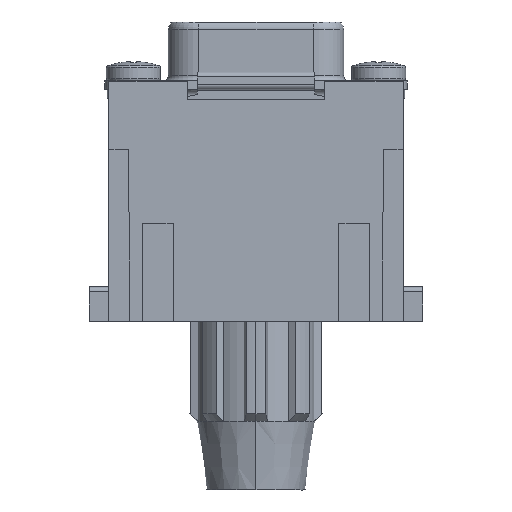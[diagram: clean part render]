
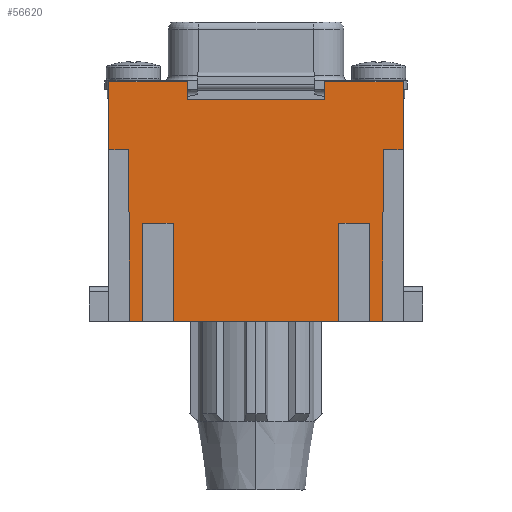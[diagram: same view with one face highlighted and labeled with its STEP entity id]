
A CAD part, left-side view. The second image highlights one B-rep face of the part: STEP entity #56620.
In plain terms, the highlighted planar face has unit normal (-1, 0, 0).
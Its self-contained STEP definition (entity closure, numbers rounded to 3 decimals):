
#7030=CARTESIAN_POINT('',(41.348,58.057,-5.45));
#7040=DIRECTION('',(0.,1.,0.));
#7050=VECTOR('',#7040,1.);
#7060=LINE('',#7030,#7050);
#7070=CARTESIAN_POINT('',(41.348,68.257,-5.45));
#7080=VERTEX_POINT('',#7070);
#7090=CARTESIAN_POINT('',(41.348,78.257,-5.45));
#7100=VERTEX_POINT('',#7090);
#7110=EDGE_CURVE('',#7080,#7100,#7060,.T.);
#12550=CARTESIAN_POINT('',(41.348,53.857,-32.)
);
#12560=VERTEX_POINT('',#12550);
#12590=CARTESIAN_POINT('',(41.348,53.857,-32.)
);
#12600=DIRECTION('',(0.,0.,1.));
#12610=VECTOR('',#12600,1.);
#12620=LINE('',#12590,#12610);
#12630=CARTESIAN_POINT('',(41.348,53.857,-24.)
);
#12640=VERTEX_POINT('',#12630);
#12650=EDGE_CURVE('',#12560,#12640,#12620,.T.);
#17190=CARTESIAN_POINT('',(41.348,58.057,-25.45));
#17200=DIRECTION('',(0.,1.,0.));
#17210=VECTOR('',#17200,1.);
#17220=LINE('',#17190,#17210);
#17230=CARTESIAN_POINT('',(41.348,68.257,-25.45)
);
#17240=VERTEX_POINT('',#17230);
#17250=CARTESIAN_POINT('',(41.348,78.257,-25.45)
);
#17260=VERTEX_POINT('',#17250);
#17270=EDGE_CURVE('',#17240,#17260,#17220,.T.);
#20310=CARTESIAN_POINT('',(41.348,68.257,-8.55)
);
#20320=VERTEX_POINT('',#20310);
#20440=CARTESIAN_POINT('',(41.348,68.257,-4.559));
#20450=DIRECTION('',(-0.,0.,-1.));
#20460=VECTOR('',#20450,1.);
#20470=LINE('',#20440,#20460);
#20480=EDGE_CURVE('',#7080,#20320,#20470,.T.);
#21610=CARTESIAN_POINT('',(41.348,55.657,-24.)
);
#21620=VERTEX_POINT('',#21610);
#21650=CARTESIAN_POINT('',(41.348,55.657,-4.559)
);
#21660=DIRECTION('',(0.,0.,1.));
#21670=VECTOR('',#21660,1.);
#21680=LINE('',#21650,#21670);
#21690=CARTESIAN_POINT('',(41.348,55.657,-10.)
);
#21700=VERTEX_POINT('',#21690);
#21710=EDGE_CURVE('',#21620,#21700,#21680,.T.);
#25000=CARTESIAN_POINT('',(41.348,58.057,-24.));
#25010=DIRECTION('',(0.,-1.,0.));
#25020=VECTOR('',#25010,1.);
#25030=LINE('',#25000,#25020);
#25040=EDGE_CURVE('',#21620,#12640,#25030,.T.);
#28700=CARTESIAN_POINT('',(41.348,53.857,-2.)
);
#28710=VERTEX_POINT('',#28700);
#28790=CARTESIAN_POINT('',(41.348,53.857,-10.)
);
#28800=VERTEX_POINT('',#28790);
#28830=CARTESIAN_POINT('',(41.348,53.857,-2.)
);
#28840=DIRECTION('',(0.,0.,-1.));
#28850=VECTOR('',#28840,1.);
#28860=LINE('',#28830,#28850);
#28870=EDGE_CURVE('',#28710,#28800,#28860,.T.);
#29090=CARTESIAN_POINT('',(41.348,68.257,-28.55)
);
#29100=VERTEX_POINT('',#29090);
#29130=CARTESIAN_POINT('',(41.348,58.057,-28.55));
#29140=DIRECTION('',(0.,-1.,0.));
#29150=VECTOR('',#29140,1.);
#29160=LINE('',#29130,#29150);
#29170=CARTESIAN_POINT('',(41.348,78.257,-28.55)
);
#29180=VERTEX_POINT('',#29170);
#29190=EDGE_CURVE('',#29180,#29100,#29160,.T.);
#30270=CARTESIAN_POINT('',(41.348,54.657,-2.)
);
#30280=DIRECTION('',(0.,-1.,0.));
#30290=VECTOR('',#30280,1.);
#30300=LINE('',#30270,#30290);
#30310=CARTESIAN_POINT('',(41.348,60.757,-2.));
#30320=VERTEX_POINT('',#30310);
#30330=EDGE_CURVE('',#30320,#28710,#30300,.T.);
#31310=CARTESIAN_POINT('',(41.348,58.057,-10.));
#31320=DIRECTION('',(0.,1.,0.));
#31330=VECTOR('',#31320,1.);
#31340=LINE('',#31310,#31330);
#31350=EDGE_CURVE('',#28800,#21700,#31340,.T.);
#40100=CARTESIAN_POINT('',(41.348,60.757,-30.));
#40110=VERTEX_POINT('',#40100);
#40140=CARTESIAN_POINT('',(41.348,60.757,-0.438));
#40150=DIRECTION('',(0.,0.,-1.));
#40160=VECTOR('',#40150,1.);
#40170=LINE('',#40140,#40160);
#40180=CARTESIAN_POINT('',(41.348,60.757,-32.));
#40190=VERTEX_POINT('',#40180);
#40200=EDGE_CURVE('',#40110,#40190,#40170,.T.);
#42270=CARTESIAN_POINT('',(41.348,58.057,-8.55));
#42280=DIRECTION('',(0.,-1.,0.));
#42290=VECTOR('',#42280,1.);
#42300=LINE('',#42270,#42290);
#42310=CARTESIAN_POINT('',(41.348,78.257,-8.55));
#42320=VERTEX_POINT('',#42310);
#42330=EDGE_CURVE('',#42320,#20320,#42300,.T.);
#43930=CARTESIAN_POINT('',(41.348,78.257,-4.153));
#43940=VERTEX_POINT('',#43930);
#44110=CARTESIAN_POINT('',(41.348,60.757,-4.));
#44120=VERTEX_POINT('',#44110);
#44150=CARTESIAN_POINT('',(41.348,58.057,-3.976));
#44160=DIRECTION('',(0.,-1.,0.009));
#44170=VECTOR('',#44160,1.);
#44180=LINE('',#44150,#44170);
#44190=EDGE_CURVE('',#43940,#44120,#44180,.T.);
#50060=CARTESIAN_POINT('',(41.348,68.257,-4.559));
#50070=DIRECTION('',(0.,0.,1.));
#50080=VECTOR('',#50070,1.);
#50090=LINE('',#50060,#50080);
#50100=EDGE_CURVE('',#29100,#17240,#50090,.T.);
#54550=CARTESIAN_POINT('',(41.348,78.257,-29.847)
);
#54560=VERTEX_POINT('',#54550);
#54590=CARTESIAN_POINT('',(41.348,58.057,-30.024));
#54600=DIRECTION('',(0.,1.,0.009));
#54610=VECTOR('',#54600,1.);
#54620=LINE('',#54590,#54610);
#54630=EDGE_CURVE('',#40110,#54560,#54620,.T.);
#55970=CARTESIAN_POINT('',(41.348,60.757,-0.438));
#55980=DIRECTION('',(0.,0.,-1.));
#55990=VECTOR('',#55980,1.);
#56000=LINE('',#55970,#55990);
#56010=EDGE_CURVE('',#30320,#44120,#56000,.T.);
#56150=CARTESIAN_POINT('',(41.348,79.057,-2.));
#56160=DIRECTION('',(-1.,0.,-0.));
#56170=DIRECTION('',(0.,0.,-1.));
#56180=AXIS2_PLACEMENT_3D('',#56150,#56160,#56170);
#56190=PLANE('',#56180);
#56200=ORIENTED_EDGE('',*,*,#21710,.T.);
#56210=ORIENTED_EDGE('',*,*,#25040,.F.);
#56220=ORIENTED_EDGE('',*,*,#12650,.T.);
#56230=CARTESIAN_POINT('',(41.348,54.657,-32.)
);
#56240=DIRECTION('',(0.,-1.,0.));
#56250=VECTOR('',#56240,1.);
#56260=LINE('',#56230,#56250);
#56270=EDGE_CURVE('',#40190,#12560,#56260,.T.);
#56280=ORIENTED_EDGE('',*,*,#56270,.T.);
#56290=ORIENTED_EDGE('',*,*,#40200,.T.);
#56300=ORIENTED_EDGE('',*,*,#54630,.F.);
#56310=CARTESIAN_POINT('',(41.348,78.257,-4.559));
#56320=DIRECTION('',(-0.,0.,-1.));
#56330=VECTOR('',#56320,1.);
#56340=LINE('',#56310,#56330);
#56350=EDGE_CURVE('',#29180,#54560,#56340,.T.);
#56360=ORIENTED_EDGE('',*,*,#56350,.T.);
#56370=ORIENTED_EDGE('',*,*,#29190,.F.);
#56380=ORIENTED_EDGE('',*,*,#50100,.F.);
#56390=ORIENTED_EDGE('',*,*,#17270,.F.);
#56400=CARTESIAN_POINT('',(41.348,78.257,-4.559));
#56410=DIRECTION('',(-0.,0.,-1.));
#56420=VECTOR('',#56410,1.);
#56430=LINE('',#56400,#56420);
#56440=EDGE_CURVE('',#42320,#17260,#56430,.T.);
#56450=ORIENTED_EDGE('',*,*,#56440,.T.);
#56460=ORIENTED_EDGE('',*,*,#42330,.F.);
#56470=ORIENTED_EDGE('',*,*,#20480,.T.);
#56480=ORIENTED_EDGE('',*,*,#7110,.F.);
#56490=CARTESIAN_POINT('',(41.348,78.257,-4.559));
#56500=DIRECTION('',(-0.,0.,-1.));
#56510=VECTOR('',#56500,1.);
#56520=LINE('',#56490,#56510);
#56530=EDGE_CURVE('',#43940,#7100,#56520,.T.);
#56540=ORIENTED_EDGE('',*,*,#56530,.T.);
#56550=ORIENTED_EDGE('',*,*,#44190,.F.);
#56560=ORIENTED_EDGE('',*,*,#56010,.T.);
#56570=ORIENTED_EDGE('',*,*,#30330,.F.);
#56580=ORIENTED_EDGE('',*,*,#28870,.F.);
#56590=ORIENTED_EDGE('',*,*,#31350,.F.);
#56600=EDGE_LOOP('',(#56590,#56580,#56570,#56560,#56550,#56540,#56480,
#56470,#56460,#56450,#56390,#56380,#56370,#56360,#56300,#56290,#56280,
#56220,#56210,#56200));
#56610=FACE_OUTER_BOUND('',#56600,.T.);
#56620=ADVANCED_FACE('',(#56610),#56190,.T.);
